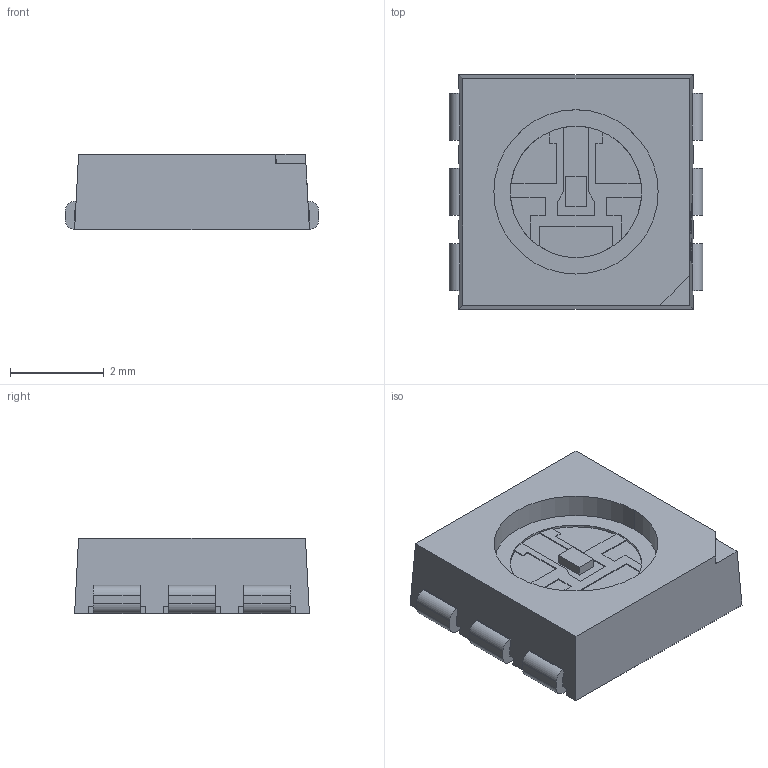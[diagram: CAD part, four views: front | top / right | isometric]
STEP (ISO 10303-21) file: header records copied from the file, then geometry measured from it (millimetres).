
FILE_DESCRIPTION (( 'STEP AP214' ), '1' );
FILE_NAME ('SMD_6P-L5.0-W5.0-TL.step', '2022-07-26T09:02:04', ( '' ), ( '' ), 'SwSTEP 2.0', 'SolidWorks 2020', '' );
FILE_SCHEMA (( 'AUTOMOTIVE_DESIGN' ));
Length unit declared in the file: millimetre
Products named in the file (1): SMD_6P-L5.0-W5.0-TL
Bounding box: 5.4 x 5 x 1.6 mm (x, y, z)
Volume: 33.6 mm3; surface area: 97.8 mm2
Topology: 14 solids, 14 shells, 445 faces, 1237 edges, 824 vertices
Faces by surface type: plane 305, bspline 112, cylinder 28
Entity records: 20409 total; most frequent: CARTESIAN_POINT 4611, ORIENTED_EDGE 2474, DIRECTION 1745, EDGE_CURVE 1237, LINE 941, VECTOR 941, VERTEX_POINT 824, EDGE_LOOP 473
